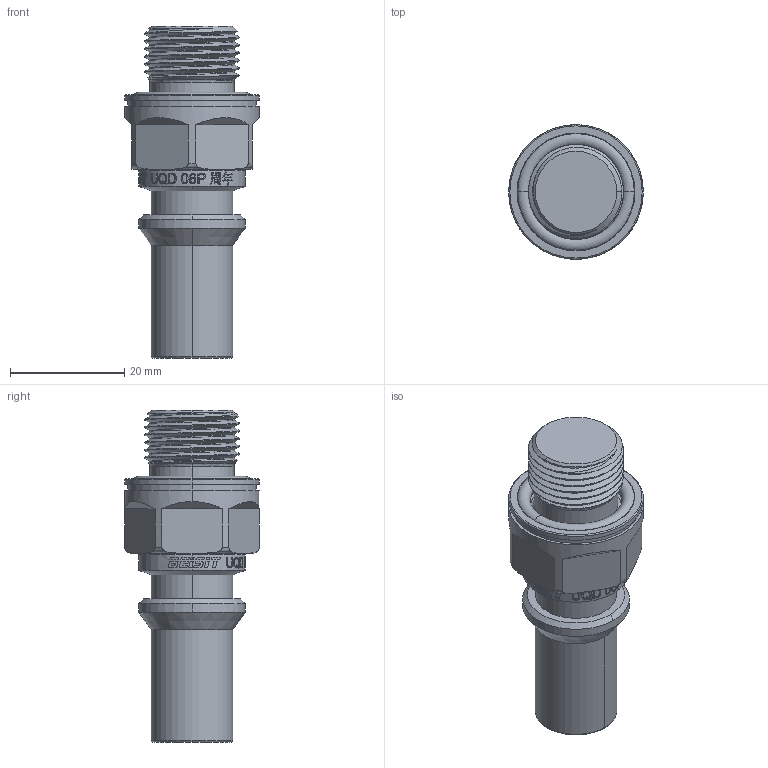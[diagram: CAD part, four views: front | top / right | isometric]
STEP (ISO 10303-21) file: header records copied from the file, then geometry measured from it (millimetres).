
FILE_DESCRIPTION (( 'STEP AP214' ), '1' );
FILE_NAME ('UQD 06P G38M-BU.STEP', '2025-01-16T07:24:59', ( 'Windows 蚚誧' ), ( '' ), 'SwSTEP 2.0', 'SolidWorks 2023', '' );
FILE_SCHEMA (( 'AUTOMOTIVE_DESIGN' ));
Length unit declared in the file: millimetre
Products named in the file (1): UQD 06P G38M-BU
Bounding box: 23.5 x 23.5 x 58 mm (x, y, z)
Volume: 13403 mm3; surface area: 4865.6 mm2
Topology: 1 solids, 2 shells, 375 faces, 998 edges, 661 vertices
Faces by surface type: plane 155, bspline 100, cylinder 81, torus 26, cone 13
Entity records: 20924 total; most frequent: CARTESIAN_POINT 8581, ORIENTED_EDGE 1996, DIRECTION 1257, EDGE_CURVE 998, VERTEX_POINT 661, AXIS2_PLACEMENT_3D 462, EDGE_LOOP 411, B_SPLINE_CURVE_WITH_KNOTS 391
